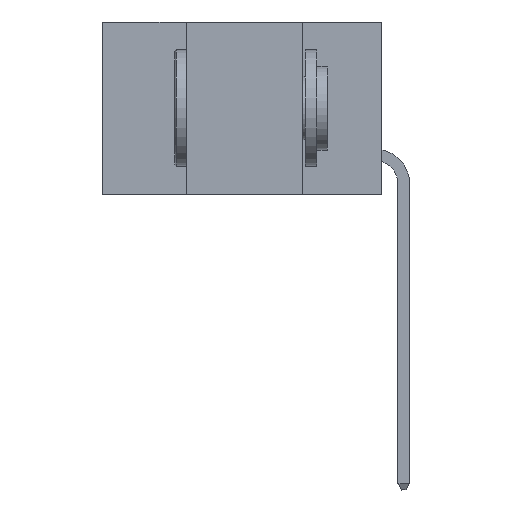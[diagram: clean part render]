
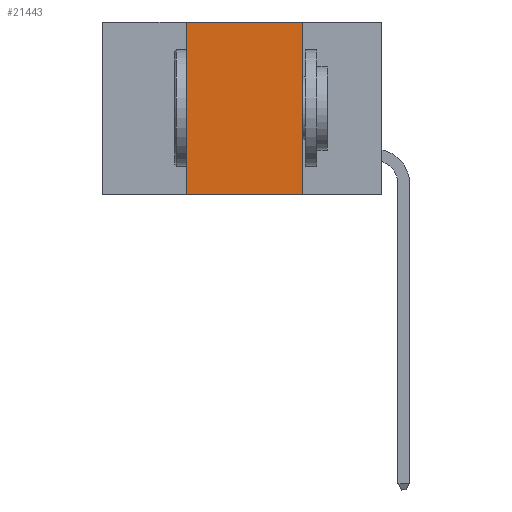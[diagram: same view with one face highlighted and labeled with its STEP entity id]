
A CAD part, left-side view. The second image highlights one B-rep face of the part: STEP entity #21443.
In plain terms, the highlighted planar face has unit normal (-1, 0, 0).
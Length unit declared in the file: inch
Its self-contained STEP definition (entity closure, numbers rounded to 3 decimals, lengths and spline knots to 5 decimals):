
#2277 = LINE ( 'NONE', #42872, #16988 ) ;
#2965 = VECTOR ( 'NONE', #10617, 39.37008 ) ;
#6047 = EDGE_LOOP ( 'NONE', ( #41240, #31605, #9408, #18668 ) ) ;
#6058 = EDGE_CURVE ( 'NONE', #18636, #41716, #38829, .T. ) ;
#6350 = LINE ( 'NONE', #41824, #2965 ) ;
#9067 = CARTESIAN_POINT ( 'NONE',  ( 0., 0.17, 0. ) ) ;
#9408 = ORIENTED_EDGE ( 'NONE', *, *, #41917, .F. ) ;
#10617 = DIRECTION ( 'NONE',  ( 0., 0., 1. ) ) ;
#11118 = FACE_OUTER_BOUND ( 'NONE', #6047, .T. ) ;
#13073 = CARTESIAN_POINT ( 'NONE',  ( 0., 0.42, 0. ) ) ;
#13422 = CARTESIAN_POINT ( 'NONE',  ( 0., 0.6, -0.37 ) ) ;
#13983 = DIRECTION ( 'NONE',  ( 0., 0., -1. ) ) ;
#15239 = CARTESIAN_POINT ( 'NONE',  ( 0., 0.6, 0. ) ) ;
#16988 = VECTOR ( 'NONE', #43029, 39.37008 ) ;
#17984 = AXIS2_PLACEMENT_3D ( 'NONE', #28337, #46258, #13983 ) ;
#18636 = VERTEX_POINT ( 'NONE', #13073 ) ;
#18668 = ORIENTED_EDGE ( 'NONE', *, *, #32237, .T. ) ;
#18872 = LINE ( 'NONE', #13422, #45363 ) ;
#20195 = VERTEX_POINT ( 'NONE', #24801 ) ;
#21443 = ADVANCED_FACE ( 'NONE', ( #11118 ), #28477, .F. ) ;
#21655 = VERTEX_POINT ( 'NONE', #37599 ) ;
#24801 = CARTESIAN_POINT ( 'NONE',  ( 0., 0.42, -0.37 ) ) ;
#25883 = VECTOR ( 'NONE', #29465, 39.37008 ) ;
#28025 = EDGE_CURVE ( 'NONE', #41716, #21655, #2277, .T. ) ;
#28337 = CARTESIAN_POINT ( 'NONE',  ( 0., 0.6, 0. ) ) ;
#28477 = PLANE ( 'NONE',  #17984 ) ;
#29465 = DIRECTION ( 'NONE',  ( 0., -1., 0. ) ) ;
#31605 = ORIENTED_EDGE ( 'NONE', *, *, #6058, .F. ) ;
#32237 = EDGE_CURVE ( 'NONE', #20195, #21655, #18872, .T. ) ;
#37599 = CARTESIAN_POINT ( 'NONE',  ( 0., 0.17, -0.37 ) ) ;
#38829 = LINE ( 'NONE', #15239, #25883 ) ;
#41240 = ORIENTED_EDGE ( 'NONE', *, *, #28025, .F. ) ;
#41716 = VERTEX_POINT ( 'NONE', #9067 ) ;
#41824 = CARTESIAN_POINT ( 'NONE',  ( 0., 0.42, 0. ) ) ;
#41917 = EDGE_CURVE ( 'NONE', #20195, #18636, #6350, .T. ) ;
#42208 = DIRECTION ( 'NONE',  ( 0., -1., 0. ) ) ;
#42872 = CARTESIAN_POINT ( 'NONE',  ( 0., 0.17, 0. ) ) ;
#43029 = DIRECTION ( 'NONE',  ( 0., 0., -1. ) ) ;
#45363 = VECTOR ( 'NONE', #42208, 39.37008 ) ;
#46258 = DIRECTION ( 'NONE',  ( 1., 0., 0. ) ) ;
